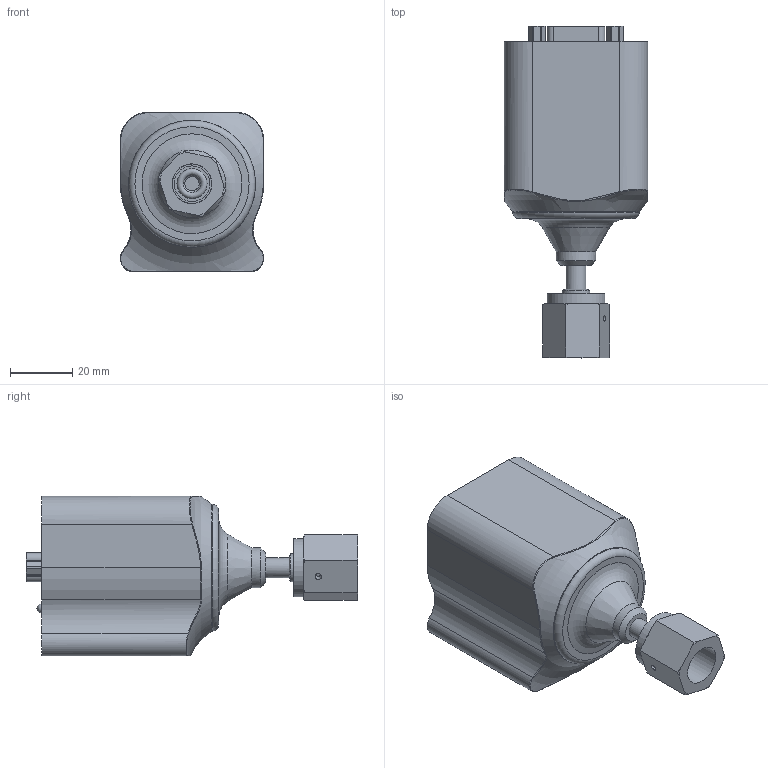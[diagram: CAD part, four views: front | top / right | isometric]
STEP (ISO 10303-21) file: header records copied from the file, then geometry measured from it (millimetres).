
FILE_DESCRIPTION((''),'2;1');
FILE_NAME('Part3.stp','2016-02-18T13:09:52',('HestbeMa'),(''),'Autodesk Inventor 2013','Autodesk Inventor 2013','');
FILE_SCHEMA(('CONFIG_CONTROL_DESIGN'));
Length unit declared in the file: millimetre
Products named in the file (1): Part3
Bounding box: 46 x 106.37 x 51.16 mm (x, y, z)
Volume: 128179.5 mm3; surface area: 19137.9 mm2
Topology: 1 solids, 1 shells, 159 faces, 394 edges, 253 vertices
Faces by surface type: plane 56, cylinder 52, cone 24, bspline 22, torus 4, sphere 1
Full cylindrical faces by diameter (mm): 2.032 x2, 2.1 x2, 2.8 x1, 3 x1, 3.3 x1, 4.572 x1, 6.35 x1, 8.89 x1, 9.144 x1, 10.1 x1, 10.16 x1, 11.43 x1, 12.7 x2, 12.751 x1, 18.542 x1, 40.6 x1
Entity records: 5086 total; most frequent: CARTESIAN_POINT 1578, ORIENTED_EDGE 698, DIRECTION 678, EDGE_CURVE 349, AXIS2_PLACEMENT_3D 269, VERTEX_POINT 239, EDGE_LOOP 210, FACE_OUTER_BOUND 159
